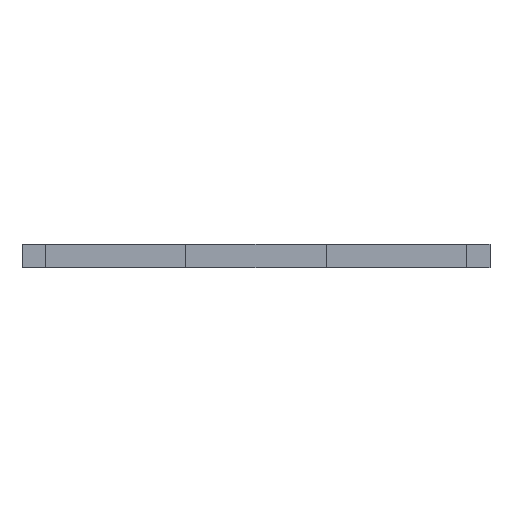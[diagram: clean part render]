
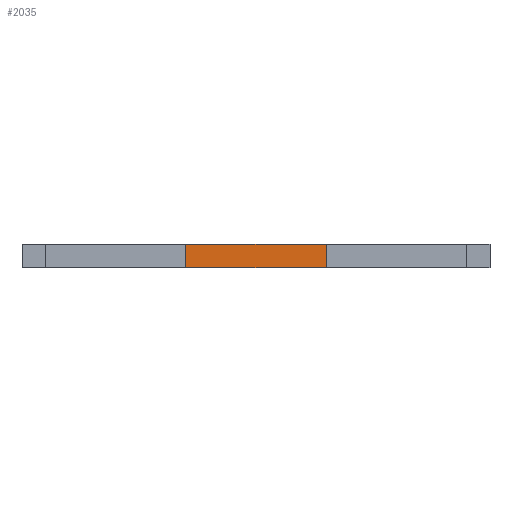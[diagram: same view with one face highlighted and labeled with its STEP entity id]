
A CAD part, left-side view. The second image highlights one B-rep face of the part: STEP entity #2035.
In plain terms, the highlighted planar face has unit normal (-1, 0, 0).
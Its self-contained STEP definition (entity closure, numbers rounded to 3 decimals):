
#73=PLANE('',#2227);
#171=FACE_OUTER_BOUND('',#301,.T.);
#301=EDGE_LOOP('',(#1793,#1794,#1795,#1796));
#362=LINE('',#2963,#578);
#456=LINE('',#3191,#672);
#517=LINE('',#3361,#733);
#518=LINE('',#3362,#734);
#578=VECTOR('',#2388,10.);
#672=VECTOR('',#2532,10.);
#733=VECTOR('',#2731,10.);
#734=VECTOR('',#2732,10.);
#898=VERTEX_POINT('',#2960);
#899=VERTEX_POINT('',#2962);
#973=VERTEX_POINT('',#3120);
#1008=VERTEX_POINT('',#3189);
#1106=EDGE_CURVE('',#898,#899,#362,.T.);
#1224=EDGE_CURVE('',#1008,#973,#456,.T.);
#1309=EDGE_CURVE('',#898,#973,#517,.T.);
#1310=EDGE_CURVE('',#899,#1008,#518,.T.);
#1793=ORIENTED_EDGE('',*,*,#1106,.F.);
#1794=ORIENTED_EDGE('',*,*,#1309,.T.);
#1795=ORIENTED_EDGE('',*,*,#1224,.F.);
#1796=ORIENTED_EDGE('',*,*,#1310,.F.);
#2035=ADVANCED_FACE('',(#171),#73,.T.);
#2227=AXIS2_PLACEMENT_3D('',#3360,#2729,#2730);
#2388=DIRECTION('',(0.,-1.,0.));
#2532=DIRECTION('',(0.,1.,0.));
#2729=DIRECTION('center_axis',(-1.,0.,0.));
#2730=DIRECTION('ref_axis',(0.,1.,0.));
#2731=DIRECTION('',(0.,0.,-1.));
#2732=DIRECTION('',(0.,0.,-1.));
#2960=CARTESIAN_POINT('',(-80.,15.,-75.));
#2962=CARTESIAN_POINT('',(-80.,-15.,-75.));
#2963=CARTESIAN_POINT('',(-80.,15.,-75.));
#3120=CARTESIAN_POINT('',(-80.,15.,-80.));
#3189=CARTESIAN_POINT('',(-80.,-15.,-80.));
#3191=CARTESIAN_POINT('',(-80.,15.,-80.));
#3360=CARTESIAN_POINT('Origin',(-80.,-15.,-75.));
#3361=CARTESIAN_POINT('',(-80.,15.,-75.));
#3362=CARTESIAN_POINT('',(-80.,-15.,-75.));
